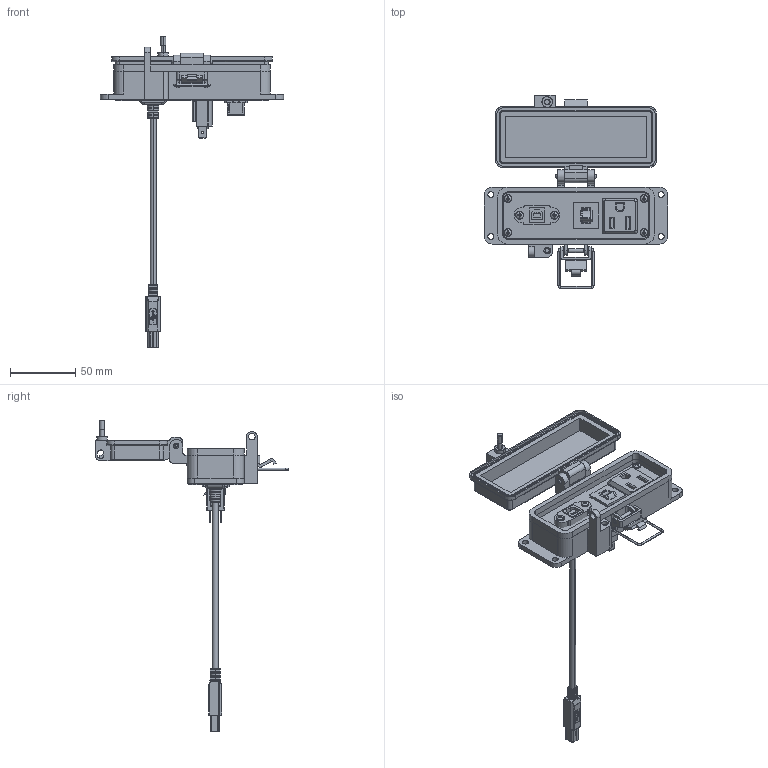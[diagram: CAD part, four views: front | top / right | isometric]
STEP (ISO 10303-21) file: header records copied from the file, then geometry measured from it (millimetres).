
FILE_DESCRIPTION (( 'STEP AP203' ), '1' );
FILE_NAME ('P-P15-H3R3_3D.STEP', '2020-12-01T20:24:36', ( '' ), ( '' ), 'SwSTEP 2.0', 'SolidWorks 2019', '' );
FILE_SCHEMA (( 'CONFIG_CONTROL_DESIGN' ));
Length unit declared in the file: millimetre
Products named in the file (14): P-P15-H3R3_BP180_1; P-P15-H3R3_3D; -H3; Z-CB-SM; Z-H-H3_B; 92005A124_METRIC PAN HEAD PHILLIPS MACHINE SCREW_92005A124; Z-002-M3HN_93825A110; M3PH_16M3; R; P-P15-H3R3_FP060_1; Z-020-3044; Z-200-OTLT-R0SQ; CBX; P15
Assembly tree (18 placements, depth 3):
  P-P15-H3R3_3D
    P-P15-H3R3_BP180_1
    P-P15-H3R3_FP060_1
    P15
      Z-020-3044
    M3PH_16M3  x2
    Z-002-M3HN_93825A110  x2
    CBX
      Z-CB-SM
    R
      Z-200-OTLT-R0SQ
    -H3
      Z-H-H3_B
    92005A124_METRIC PAN HEAD PHILLIPS MACHINE SCREW_92005A124  x4
Bounding box: 140 x 147.61 x 237.54 mm (x, y, z)
Volume: 122655.3 mm3; surface area: 93755.6 mm2
Topology: 30 solids, 30 shells, 2651 faces, 7383 edges, 4849 vertices
Faces by surface type: cylinder 1337, plane 985, cone 137, bspline 128, sphere 36, torus 28
Entity records: 69369 total; most frequent: CARTESIAN_POINT 24263, ORIENTED_EDGE 9804, DIRECTION 8244, EDGE_CURVE 4902, VERTEX_POINT 3217, LINE 2890, VECTOR 2890, AXIS2_PLACEMENT_3D 2677
